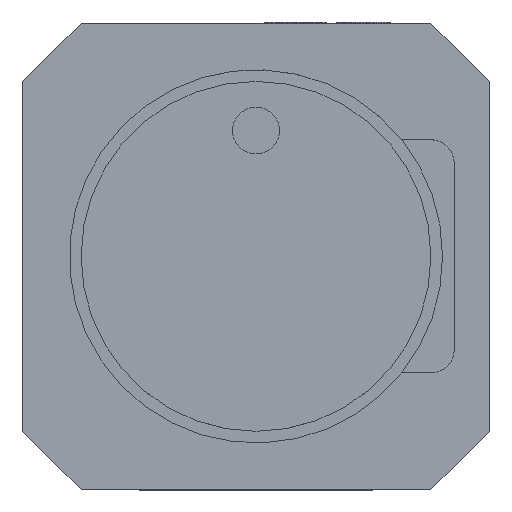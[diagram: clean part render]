
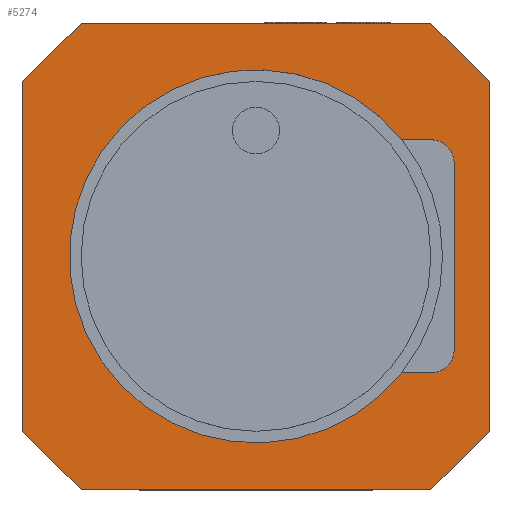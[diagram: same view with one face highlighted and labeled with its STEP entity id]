
A CAD part, top view. The second image highlights one B-rep face of the part: STEP entity #5274.
In plain terms, the highlighted planar face has unit normal (0, 0, 1).
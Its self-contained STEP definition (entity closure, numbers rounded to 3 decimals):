
#29 = DIRECTION ( 'NONE',  ( 0., 0., 1. ) ) ;
#204 = ORIENTED_EDGE ( 'NONE', *, *, #14592, .T. ) ;
#396 = EDGE_CURVE ( 'NONE', #7988, #6402, #9135, .T. ) ;
#790 = DIRECTION ( 'NONE',  ( -1., 0., 0. ) ) ;
#1076 = VERTEX_POINT ( 'NONE', #8538 ) ;
#1389 = CARTESIAN_POINT ( 'NONE',  ( 2., 2., 1.9 ) ) ;
#1485 = CARTESIAN_POINT ( 'NONE',  ( -2., -1.5, 1.9 ) ) ;
#1572 = DIRECTION ( 'NONE',  ( -0.707, -0.707, 0. ) ) ;
#1773 = CARTESIAN_POINT ( 'NONE',  ( 1.7, 0.8, 1.9 ) ) ;
#1924 = ORIENTED_EDGE ( 'NONE', *, *, #14588, .T. ) ;
#1963 = EDGE_LOOP ( 'NONE', ( #1924, #3283, #13839, #6739, #204, #14262, #11698, #5687 ) ) ;
#1997 = CARTESIAN_POINT ( 'NONE',  ( 1.5, -0.8, 1.9 ) ) ;
#2182 = DIRECTION ( 'NONE',  ( 0., 0., 1. ) ) ;
#2465 = LINE ( 'NONE', #10274, #8042 ) ;
#2498 = DIRECTION ( 'NONE',  ( -1., 0., 0. ) ) ;
#2590 = DIRECTION ( 'NONE',  ( 0.707, 0.707, 0. ) ) ;
#2667 = ORIENTED_EDGE ( 'NONE', *, *, #11261, .F. ) ;
#2679 = CARTESIAN_POINT ( 'NONE',  ( -1.75, 1.75, 1.9 ) ) ;
#2815 = EDGE_CURVE ( 'NONE', #4141, #11254, #13229, .T. ) ;
#2827 = VERTEX_POINT ( 'NONE', #5270 ) ;
#2978 = CARTESIAN_POINT ( 'NONE',  ( 1.249, -1., 1.9 ) ) ;
#3217 = VECTOR ( 'NONE', #6936, 1000. ) ;
#3283 = ORIENTED_EDGE ( 'NONE', *, *, #14878, .T. ) ;
#3355 = VECTOR ( 'NONE', #2498, 1000. ) ;
#3365 = DIRECTION ( 'NONE',  ( 0.707, -0.707, 0. ) ) ;
#3403 = AXIS2_PLACEMENT_3D ( 'NONE', #10590, #29, #10415 ) ;
#3517 = DIRECTION ( 'NONE',  ( 1., 0., 0. ) ) ;
#3592 = CARTESIAN_POINT ( 'NONE',  ( 1.5, -2., 1.9 ) ) ;
#3676 = CARTESIAN_POINT ( 'NONE',  ( 1.249, 1., 1.9 ) ) ;
#3706 = LINE ( 'NONE', #6788, #3217 ) ;
#4072 = CARTESIAN_POINT ( 'NONE',  ( -2., 2., 1.9 ) ) ;
#4088 = VERTEX_POINT ( 'NONE', #9271 ) ;
#4141 = VERTEX_POINT ( 'NONE', #3676 ) ;
#4221 = VECTOR ( 'NONE', #2590, 1000. ) ;
#4285 = AXIS2_PLACEMENT_3D ( 'NONE', #11570, #16765, #3517 ) ;
#4385 = EDGE_CURVE ( 'NONE', #7041, #2827, #5513, .T. ) ;
#4576 = CARTESIAN_POINT ( 'NONE',  ( -1.5, -2., 1.9 ) ) ;
#4739 = CARTESIAN_POINT ( 'NONE',  ( -1.75, -1.75, 1.9 ) ) ;
#5134 = DIRECTION ( 'NONE',  ( 1., 0., 0. ) ) ;
#5153 = LINE ( 'NONE', #8945, #9220 ) ;
#5270 = CARTESIAN_POINT ( 'NONE',  ( -2., 1.5, 1.9 ) ) ;
#5274 = ADVANCED_FACE ( 'NONE', ( #14138, #11750 ), #7721, .T. ) ;
#5308 = EDGE_CURVE ( 'NONE', #15991, #7988, #5153, .T. ) ;
#5313 = VERTEX_POINT ( 'NONE', #9025 ) ;
#5343 = LINE ( 'NONE', #7828, #3355 ) ;
#5350 = LINE ( 'NONE', #4072, #5600 ) ;
#5511 = EDGE_CURVE ( 'NONE', #11254, #4088, #2465, .T. ) ;
#5513 = LINE ( 'NONE', #2679, #16674 ) ;
#5600 = VECTOR ( 'NONE', #9305, 1000. ) ;
#5687 = ORIENTED_EDGE ( 'NONE', *, *, #396, .T. ) ;
#6402 = VERTEX_POINT ( 'NONE', #10902 ) ;
#6570 = ORIENTED_EDGE ( 'NONE', *, *, #2815, .F. ) ;
#6739 = ORIENTED_EDGE ( 'NONE', *, *, #4385, .T. ) ;
#6788 = CARTESIAN_POINT ( 'NONE',  ( -2., 2., 1.9 ) ) ;
#6936 = DIRECTION ( 'NONE',  ( -1., 0., 0. ) ) ;
#7041 = VERTEX_POINT ( 'NONE', #16197 ) ;
#7097 = CARTESIAN_POINT ( 'NONE',  ( 1.5, 2., 1.9 ) ) ;
#7455 = CIRCLE ( 'NONE', #11826, 0.2 ) ;
#7526 = ORIENTED_EDGE ( 'NONE', *, *, #5511, .F. ) ;
#7635 = CIRCLE ( 'NONE', #14984, 0.2 ) ;
#7721 = PLANE ( 'NONE',  #4285 ) ;
#7828 = CARTESIAN_POINT ( 'NONE',  ( 1.249, 1., 1.9 ) ) ;
#7988 = VERTEX_POINT ( 'NONE', #3592 ) ;
#8042 = VECTOR ( 'NONE', #5134, 1000. ) ;
#8204 = DIRECTION ( 'NONE',  ( 0., 1., 0. ) ) ;
#8538 = CARTESIAN_POINT ( 'NONE',  ( 2., 1.5, 1.9 ) ) ;
#8914 = CARTESIAN_POINT ( 'NONE',  ( 1.5, 1., 1.9 ) ) ;
#8945 = CARTESIAN_POINT ( 'NONE',  ( -2., -2., 1.9 ) ) ;
#8980 = EDGE_CURVE ( 'NONE', #16277, #7041, #3706, .T. ) ;
#9025 = CARTESIAN_POINT ( 'NONE',  ( 1.7, -0.8, 1.9 ) ) ;
#9135 = LINE ( 'NONE', #11519, #4221 ) ;
#9220 = VECTOR ( 'NONE', #12826, 1000. ) ;
#9233 = CARTESIAN_POINT ( 'NONE',  ( 1.7, 0.8, 1.9 ) ) ;
#9271 = CARTESIAN_POINT ( 'NONE',  ( 1.5, -1., 1.9 ) ) ;
#9305 = DIRECTION ( 'NONE',  ( 0., -1., 0. ) ) ;
#9327 = EDGE_CURVE ( 'NONE', #9392, #15432, #7635, .T. ) ;
#9392 = VERTEX_POINT ( 'NONE', #9233 ) ;
#9439 = ORIENTED_EDGE ( 'NONE', *, *, #9327, .F. ) ;
#9465 = VECTOR ( 'NONE', #8204, 1000. ) ;
#9969 = DIRECTION ( 'NONE',  ( 0., 0., 1. ) ) ;
#10274 = CARTESIAN_POINT ( 'NONE',  ( 1.5, -1., 1.9 ) ) ;
#10299 = VERTEX_POINT ( 'NONE', #1485 ) ;
#10415 = DIRECTION ( 'NONE',  ( 1., 0., 0. ) ) ;
#10590 = CARTESIAN_POINT ( 'NONE',  ( 0., 0., 1.9 ) ) ;
#10711 = DIRECTION ( 'NONE',  ( -0.707, 0.707, 0. ) ) ;
#10902 = CARTESIAN_POINT ( 'NONE',  ( 2., -1.5, 1.9 ) ) ;
#11254 = VERTEX_POINT ( 'NONE', #2978 ) ;
#11261 = EDGE_CURVE ( 'NONE', #5313, #9392, #16064, .T. ) ;
#11459 = ORIENTED_EDGE ( 'NONE', *, *, #12363, .F. ) ;
#11519 = CARTESIAN_POINT ( 'NONE',  ( 1.75, -1.75, 1.9 ) ) ;
#11570 = CARTESIAN_POINT ( 'NONE',  ( 0., 0., 1.9 ) ) ;
#11634 = VECTOR ( 'NONE', #11840, 1000. ) ;
#11698 = ORIENTED_EDGE ( 'NONE', *, *, #5308, .T. ) ;
#11750 = FACE_OUTER_BOUND ( 'NONE', #1963, .T. ) ;
#11826 = AXIS2_PLACEMENT_3D ( 'NONE', #1997, #9969, #790 ) ;
#11840 = DIRECTION ( 'NONE',  ( 0., 1., 0. ) ) ;
#12294 = EDGE_CURVE ( 'NONE', #4088, #5313, #7455, .T. ) ;
#12363 = EDGE_CURVE ( 'NONE', #15432, #4141, #5343, .T. ) ;
#12826 = DIRECTION ( 'NONE',  ( 1., 0., 0. ) ) ;
#13110 = LINE ( 'NONE', #1389, #11634 ) ;
#13229 = CIRCLE ( 'NONE', #3403, 1.6 ) ;
#13290 = VECTOR ( 'NONE', #3365, 1000. ) ;
#13839 = ORIENTED_EDGE ( 'NONE', *, *, #8980, .T. ) ;
#13911 = CARTESIAN_POINT ( 'NONE',  ( 1.5, 0.8, 1.9 ) ) ;
#14086 = DIRECTION ( 'NONE',  ( -1., 0., 0. ) ) ;
#14138 = FACE_BOUND ( 'NONE', #14993, .T. ) ;
#14148 = ORIENTED_EDGE ( 'NONE', *, *, #12294, .F. ) ;
#14262 = ORIENTED_EDGE ( 'NONE', *, *, #16719, .T. ) ;
#14588 = EDGE_CURVE ( 'NONE', #6402, #1076, #13110, .T. ) ;
#14592 = EDGE_CURVE ( 'NONE', #2827, #10299, #5350, .T. ) ;
#14622 = VECTOR ( 'NONE', #10711, 1000. ) ;
#14878 = EDGE_CURVE ( 'NONE', #1076, #16277, #15757, .T. ) ;
#14984 = AXIS2_PLACEMENT_3D ( 'NONE', #13911, #2182, #14086 ) ;
#14993 = EDGE_LOOP ( 'NONE', ( #7526, #6570, #11459, #9439, #2667, #14148 ) ) ;
#15082 = LINE ( 'NONE', #4739, #13290 ) ;
#15432 = VERTEX_POINT ( 'NONE', #8914 ) ;
#15757 = LINE ( 'NONE', #16100, #14622 ) ;
#15991 = VERTEX_POINT ( 'NONE', #4576 ) ;
#16064 = LINE ( 'NONE', #1773, #9465 ) ;
#16100 = CARTESIAN_POINT ( 'NONE',  ( 1.75, 1.75, 1.9 ) ) ;
#16197 = CARTESIAN_POINT ( 'NONE',  ( -1.5, 2., 1.9 ) ) ;
#16277 = VERTEX_POINT ( 'NONE', #7097 ) ;
#16674 = VECTOR ( 'NONE', #1572, 1000. ) ;
#16719 = EDGE_CURVE ( 'NONE', #10299, #15991, #15082, .T. ) ;
#16765 = DIRECTION ( 'NONE',  ( 0., 0., 1. ) ) ;
